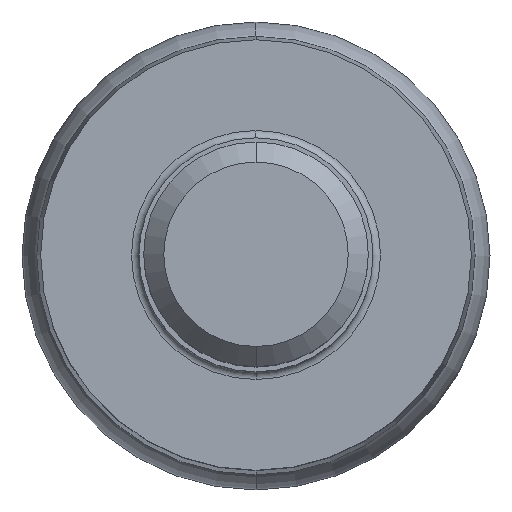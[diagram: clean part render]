
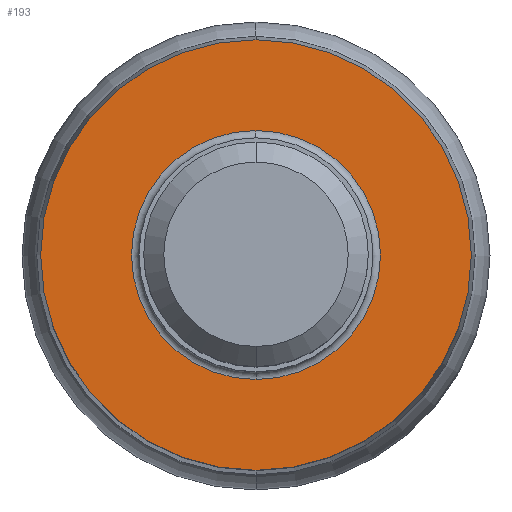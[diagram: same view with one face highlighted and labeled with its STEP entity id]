
A CAD part, top view. The second image highlights one B-rep face of the part: STEP entity #193.
In plain terms, the highlighted planar face has unit normal (0, 0, 1).
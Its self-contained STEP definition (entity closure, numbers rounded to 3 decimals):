
#173=EDGE_CURVE('',#281,#217,#453,.T.);
#193=ADVANCED_FACE('',(#476,#477),#478,.T.);
#217=VERTEX_POINT('',#503);
#263=VERTEX_POINT('',#558);
#265=EDGE_CURVE('',#217,#281,#560,.T.);
#281=VERTEX_POINT('',#578);
#299=EDGE_CURVE('',#399,#263,#600,.T.);
#331=EDGE_CURVE('',#263,#399,#635,.T.);
#399=VERTEX_POINT('',#709);
#453=CIRCLE('',#765,11.5);
#476=FACE_OUTER_BOUND('',#796,.T.);
#477=FACE_BOUND('',#797,.T.);
#478=PLANE('',#798);
#503=CARTESIAN_POINT('',(0.0,11.5,0.0));
#558=CARTESIAN_POINT('',(0.,-6.65,0.0));
#560=CIRCLE('',#893,11.5);
#578=CARTESIAN_POINT('',(0.,-11.5,0.0));
#600=CIRCLE('',#938,6.65);
#635=CIRCLE('',#987,6.65);
#709=CARTESIAN_POINT('',(0.0,6.65,0.0));
#765=AXIS2_PLACEMENT_3D('',#1133,#1134,#1135);
#796=EDGE_LOOP('',(#1175,#1176));
#797=EDGE_LOOP('',(#1177,#1178));
#798=AXIS2_PLACEMENT_3D('',#1179,#1180,#1181);
#893=AXIS2_PLACEMENT_3D('',#1295,#1296,#1297);
#938=AXIS2_PLACEMENT_3D('',#1349,#1350,#1351);
#987=AXIS2_PLACEMENT_3D('',#1393,#1394,#1395);
#1133=CARTESIAN_POINT('',(0.0,0.0,0.0));
#1134=DIRECTION('',(0.0,0.0,-1.0));
#1135=DIRECTION('',(0.0,1.0,0.0));
#1175=ORIENTED_EDGE('',*,*,#265,.F.);
#1176=ORIENTED_EDGE('',*,*,#173,.F.);
#1177=ORIENTED_EDGE('',*,*,#299,.T.);
#1178=ORIENTED_EDGE('',*,*,#331,.T.);
#1179=CARTESIAN_POINT('',(0.0,5.75,0.0));
#1180=DIRECTION('',(-0.0,0.0,1.0));
#1181=DIRECTION('',(0.0,-1.0,0.0));
#1295=CARTESIAN_POINT('',(0.0,0.0,0.0));
#1296=DIRECTION('',(0.0,0.0,-1.0));
#1297=DIRECTION('',(0.0,1.0,0.0));
#1349=CARTESIAN_POINT('',(0.0,0.0,0.0));
#1350=DIRECTION('',(0.0,0.0,-1.0));
#1351=DIRECTION('',(0.0,1.0,0.0));
#1393=CARTESIAN_POINT('',(0.0,0.0,0.0));
#1394=DIRECTION('',(0.0,0.0,-1.0));
#1395=DIRECTION('',(0.0,1.0,0.0));
